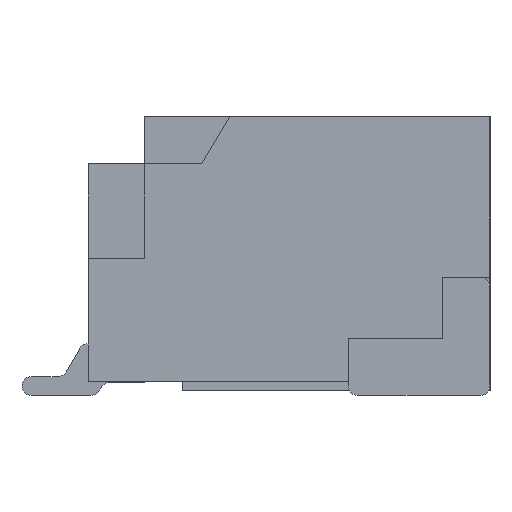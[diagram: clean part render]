
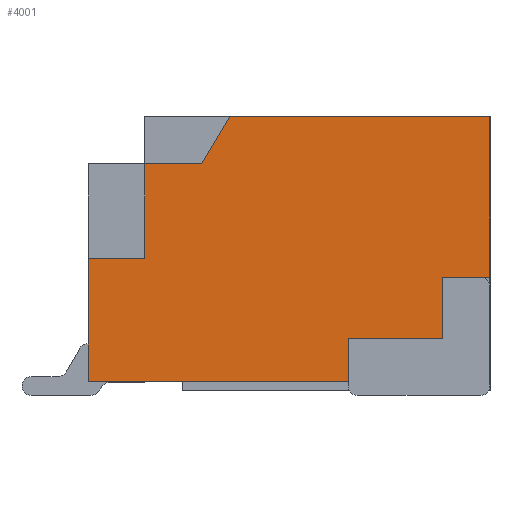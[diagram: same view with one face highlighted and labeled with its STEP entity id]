
A CAD part, left-side view. The second image highlights one B-rep face of the part: STEP entity #4001.
In plain terms, the highlighted planar face has unit normal (-1, 0, 0).
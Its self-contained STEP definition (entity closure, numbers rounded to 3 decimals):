
#4001=ADVANCED_FACE('',(#8964),#8966,.T.);
#8964=FACE_BOUND('',#8965,.T.);
#8965=EDGE_LOOP('',(#13039,#13040,#13041,#13042,#13043,#13044,#13045,#13046,#13047,
#13048,#13049,#13050));
#8966=PLANE('',#8967);
#8967=AXIS2_PLACEMENT_3D('',#8968,#8969,#8970);
#8968=CARTESIAN_POINT('',(-1.5,0.,0.));
#8969=DIRECTION('',(-1.,0.,0.));
#8970=DIRECTION('',(0.,0.,1.));
#13039=ORIENTED_EDGE('',*,*,#15689,.T.);
#13040=ORIENTED_EDGE('',*,*,#15690,.T.);
#13041=ORIENTED_EDGE('',*,*,#15691,.T.);
#13042=ORIENTED_EDGE('',*,*,#15568,.T.);
#13043=ORIENTED_EDGE('',*,*,#15692,.T.);
#13044=ORIENTED_EDGE('',*,*,#15693,.T.);
#13045=ORIENTED_EDGE('',*,*,#15694,.T.);
#13046=ORIENTED_EDGE('',*,*,#15695,.T.);
#13047=ORIENTED_EDGE('',*,*,#15544,.T.);
#13048=ORIENTED_EDGE('',*,*,#15688,.T.);
#13049=ORIENTED_EDGE('',*,*,#15696,.T.);
#13050=ORIENTED_EDGE('',*,*,#15697,.T.);
#15544=EDGE_CURVE('',#18222,#18220,#18223,.T.);
#15568=EDGE_CURVE('',#18269,#18267,#18270,.T.);
#15688=EDGE_CURVE('',#18220,#18497,#18499,.T.);
#15689=EDGE_CURVE('',#18500,#18501,#18502,.F.);
#15690=EDGE_CURVE('',#18501,#18503,#18504,.F.);
#15691=EDGE_CURVE('',#18503,#18269,#18505,.T.);
#15692=EDGE_CURVE('',#18267,#18506,#18507,.F.);
#15693=EDGE_CURVE('',#18506,#18508,#18509,.F.);
#15694=EDGE_CURVE('',#18508,#18510,#18511,.F.);
#15695=EDGE_CURVE('',#18510,#18222,#18512,.F.);
#15696=EDGE_CURVE('',#18497,#18513,#18514,.F.);
#15697=EDGE_CURVE('',#18513,#18500,#18515,.F.);
#18220=VERTEX_POINT('',#23918);
#18222=VERTEX_POINT('',#23922);
#18223=LINE('',#23923,#23924);
#18267=VERTEX_POINT('',#24013);
#18269=VERTEX_POINT('',#24017);
#18270=LINE('',#24018,#24019);
#18497=VERTEX_POINT('',#24483);
#18499=LINE('',#24487,#24488);
#18500=VERTEX_POINT('',#24490);
#18501=VERTEX_POINT('',#24491);
#18502=LINE('',#24492,#24493);
#18503=VERTEX_POINT('',#24495);
#18504=LINE('',#24496,#24497);
#18505=LINE('',#24499,#24500);
#18506=VERTEX_POINT('',#24502);
#18507=LINE('',#24503,#24504);
#18508=VERTEX_POINT('',#24506);
#18509=LINE('',#24507,#24508);
#18510=VERTEX_POINT('',#24510);
#18511=LINE('',#24511,#24512);
#18512=LINE('',#24514,#24515);
#18513=VERTEX_POINT('',#24517);
#18514=LINE('',#24518,#24519);
#18515=LINE('',#24521,#24522);
#23918=CARTESIAN_POINT('',(-1.5,-4.25,2.9));
#23922=CARTESIAN_POINT('',(-1.5,-4.25,1.2));
#23923=CARTESIAN_POINT('',(-1.5,-4.25,1.2));
#23924=VECTOR('',#23925,1.);
#23925=DIRECTION('',(0.,0.,1.));
#24013=CARTESIAN_POINT('',(-1.5,-2.75,0.1));
#24017=CARTESIAN_POINT('',(-1.5,0.,0.1));
#24018=CARTESIAN_POINT('',(-1.5,0.,0.1));
#24019=VECTOR('',#24020,1.);
#24020=DIRECTION('',(0.,-1.,0.));
#24483=CARTESIAN_POINT('',(-1.5,-1.5,2.9));
#24487=CARTESIAN_POINT('',(-1.5,-4.25,2.9));
#24488=VECTOR('',#24489,1.);
#24489=DIRECTION('',(0.,1.,0.));
#24490=CARTESIAN_POINT('',(-1.5,-0.6,2.4));
#24491=CARTESIAN_POINT('',(-1.5,-0.6,1.4));
#24492=CARTESIAN_POINT('',(-1.5,-0.6,1.4));
#24493=VECTOR('',#24494,1.);
#24494=DIRECTION('',(0.,0.,1.));
#24495=CARTESIAN_POINT('',(-1.5,0.,1.4));
#24496=CARTESIAN_POINT('',(-1.5,0.,1.4));
#24497=VECTOR('',#24498,1.);
#24498=DIRECTION('',(0.,-1.,0.));
#24499=CARTESIAN_POINT('',(-1.5,0.,1.4));
#24500=VECTOR('',#24501,1.);
#24501=DIRECTION('',(0.,0.,-1.));
#24502=CARTESIAN_POINT('',(-1.5,-2.75,0.55));
#24503=CARTESIAN_POINT('',(-1.5,-2.75,0.55));
#24504=VECTOR('',#24505,1.);
#24505=DIRECTION('',(0.,0.,-1.));
#24506=CARTESIAN_POINT('',(-1.5,-3.75,0.55));
#24507=CARTESIAN_POINT('',(-1.5,-3.75,0.55));
#24508=VECTOR('',#24509,1.);
#24509=DIRECTION('',(0.,1.,0.));
#24510=CARTESIAN_POINT('',(-1.5,-3.75,1.2));
#24511=CARTESIAN_POINT('',(-1.5,-3.75,1.2));
#24512=VECTOR('',#24513,1.);
#24513=DIRECTION('',(0.,0.,-1.));
#24514=CARTESIAN_POINT('',(-1.5,-4.25,1.2));
#24515=VECTOR('',#24516,1.);
#24516=DIRECTION('',(0.,1.,0.));
#24517=CARTESIAN_POINT('',(-1.5,-1.2,2.4));
#24518=CARTESIAN_POINT('',(-1.5,-1.2,2.4));
#24519=VECTOR('',#24520,1.);
#24520=DIRECTION('',(0.,-0.514,0.857));
#24521=CARTESIAN_POINT('',(-1.5,-0.6,2.4));
#24522=VECTOR('',#24523,1.);
#24523=DIRECTION('',(0.,-1.,0.));
